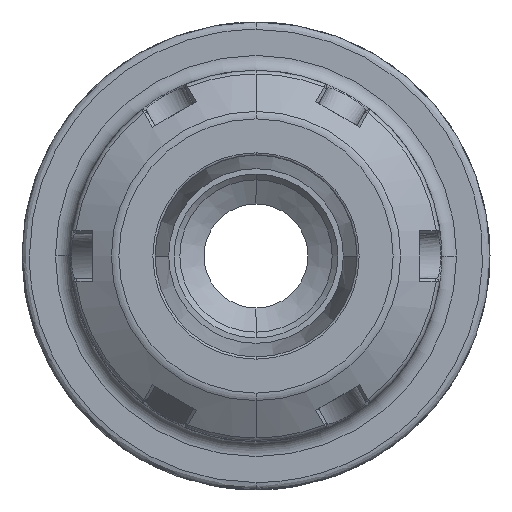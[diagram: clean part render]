
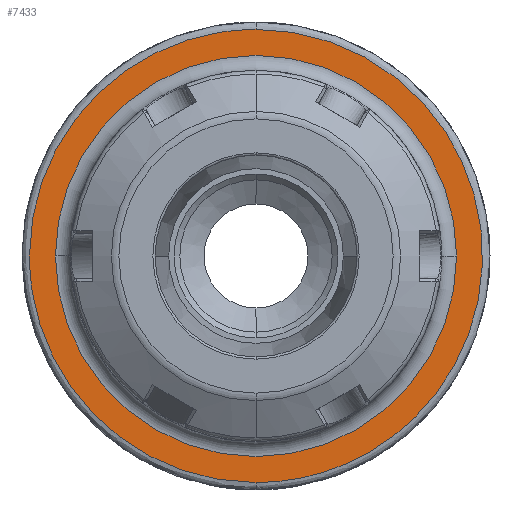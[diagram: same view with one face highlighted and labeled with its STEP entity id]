
A CAD part, front view. The second image highlights one B-rep face of the part: STEP entity #7433.
In plain terms, the highlighted planar face has unit normal (0, -1, 0).
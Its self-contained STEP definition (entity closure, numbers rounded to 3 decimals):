
#135 = EDGE_LOOP ( 'NONE', ( #855, #13654 ) ) ;
#170 = VERTEX_POINT ( 'NONE', #12850 ) ;
#782 = CARTESIAN_POINT ( 'NONE',  ( -30.5, -27., 17.866 ) ) ;
#855 = ORIENTED_EDGE ( 'NONE', *, *, #12576, .T. ) ;
#899 = DIRECTION ( 'NONE',  ( 1., 0., 0. ) ) ;
#1213 = DIRECTION ( 'NONE',  ( 0., -1., 0. ) ) ;
#1418 = ORIENTED_EDGE ( 'NONE', *, *, #1732, .F. ) ;
#1732 = EDGE_CURVE ( 'NONE', #11468, #4651, #5739, .T. ) ;
#1736 = CARTESIAN_POINT ( 'NONE',  ( -30.5, -27., 0. ) ) ;
#1862 = CARTESIAN_POINT ( 'NONE',  ( 0., -27., 0. ) ) ;
#1893 = CARTESIAN_POINT ( 'NONE',  ( -30.5, -27., 0. ) ) ;
#2961 = DIRECTION ( 'NONE',  ( 1., 0., 0. ) ) ;
#2993 = CARTESIAN_POINT ( 'NONE',  ( 0., -27., 30.5 ) ) ;
#3272 = CARTESIAN_POINT ( 'NONE',  ( 0., -27., -30.5 ) ) ;
#3755 = EDGE_LOOP ( 'NONE', ( #1418, #11865, #3879 ) ) ;
#3765 = EDGE_CURVE ( 'NONE', #4651, #6306, #6504, .T. ) ;
#3879 = ORIENTED_EDGE ( 'NONE', *, *, #3765, .F. ) ;
#4651 = VERTEX_POINT ( 'NONE', #8280 ) ;
#5060 = CARTESIAN_POINT ( 'NONE',  ( 0., -27., 30.5 ) ) ;
#5739 =( BOUNDED_CURVE ( )  B_SPLINE_CURVE ( 3, ( #1893, #782, #7434, #2993 ),
 .UNSPECIFIED., .F., .F. ) 
 B_SPLINE_CURVE_WITH_KNOTS ( ( 4, 4 ),
 ( 0., 0.333 ),
 .UNSPECIFIED. ) 
 CURVE ( )  GEOMETRIC_REPRESENTATION_ITEM ( )  RATIONAL_B_SPLINE_CURVE ( ( 1., 0.805, 0.805, 1. ) ) 
 REPRESENTATION_ITEM ( '' )  );
#5763 = CARTESIAN_POINT ( 'NONE',  ( -17.866, -27., -30.5 ) ) ;
#6095 =( BOUNDED_CURVE ( )  B_SPLINE_CURVE ( 3, ( #6147, #5763, #8378, #1736 ),
 .UNSPECIFIED., .F., .F. ) 
 B_SPLINE_CURVE_WITH_KNOTS ( ( 4, 4 ),
 ( 0., 1. ),
 .UNSPECIFIED. ) 
 CURVE ( )  GEOMETRIC_REPRESENTATION_ITEM ( )  RATIONAL_B_SPLINE_CURVE ( ( 1., 0.805, 0.805, 1. ) ) 
 REPRESENTATION_ITEM ( '' )  );
#6147 = CARTESIAN_POINT ( 'NONE',  ( 0., -27., -30.5 ) ) ;
#6306 = VERTEX_POINT ( 'NONE', #3272 ) ;
#6504 =( BOUNDED_CURVE ( )  B_SPLINE_CURVE ( 3, ( #5060, #11692, #13928, #7296 ),
 .UNSPECIFIED., .F., .F. ) 
 B_SPLINE_CURVE_WITH_KNOTS ( ( 4, 4 ),
 ( 0.333, 1. ),
 .UNSPECIFIED. ) 
 CURVE ( )  GEOMETRIC_REPRESENTATION_ITEM ( )  RATIONAL_B_SPLINE_CURVE ( ( 1., 0.333, 0.333, 1. ) ) 
 REPRESENTATION_ITEM ( '' )  );
#7074 = CARTESIAN_POINT ( 'NONE',  ( -31.5, -27., 0. ) ) ;
#7080 = AXIS2_PLACEMENT_3D ( 'NONE', #1862, #9609, #2961 ) ;
#7296 = CARTESIAN_POINT ( 'NONE',  ( 0., -27., -30.5 ) ) ;
#7433 = ADVANCED_FACE ( 'NONE', ( #9536, #12505 ), #10089, .T. ) ;
#7434 = CARTESIAN_POINT ( 'NONE',  ( -17.866, -27., 30.5 ) ) ;
#7548 = DIRECTION ( 'NONE',  ( 0., 1., 0. ) ) ;
#7895 = AXIS2_PLACEMENT_3D ( 'NONE', #7074, #1213, #12306 ) ;
#8280 = CARTESIAN_POINT ( 'NONE',  ( 0., -27., 30.5 ) ) ;
#8378 = CARTESIAN_POINT ( 'NONE',  ( -30.5, -27., -17.866 ) ) ;
#8986 = CARTESIAN_POINT ( 'NONE',  ( -30.5, -27., 0. ) ) ;
#9490 = CIRCLE ( 'NONE', #14084, 27. ) ;
#9536 = FACE_BOUND ( 'NONE', #135, .T. ) ;
#9609 = DIRECTION ( 'NONE',  ( 0., 1., 0. ) ) ;
#10089 = PLANE ( 'NONE',  #7895 ) ;
#10468 = EDGE_CURVE ( 'NONE', #6306, #11468, #6095, .T. ) ;
#11090 = EDGE_CURVE ( 'NONE', #11653, #170, #11946, .T. ) ;
#11468 = VERTEX_POINT ( 'NONE', #8986 ) ;
#11653 = VERTEX_POINT ( 'NONE', #12637 ) ;
#11692 = CARTESIAN_POINT ( 'NONE',  ( 61., -27., 30.5 ) ) ;
#11865 = ORIENTED_EDGE ( 'NONE', *, *, #10468, .F. ) ;
#11946 = CIRCLE ( 'NONE', #7080, 27. ) ;
#12306 = DIRECTION ( 'NONE',  ( 1., 0., 0. ) ) ;
#12505 = FACE_OUTER_BOUND ( 'NONE', #3755, .T. ) ;
#12576 = EDGE_CURVE ( 'NONE', #170, #11653, #9490, .T. ) ;
#12637 = CARTESIAN_POINT ( 'NONE',  ( -27., -27., 0. ) ) ;
#12850 = CARTESIAN_POINT ( 'NONE',  ( 27., -27., 0. ) ) ;
#13654 = ORIENTED_EDGE ( 'NONE', *, *, #11090, .T. ) ;
#13928 = CARTESIAN_POINT ( 'NONE',  ( 61., -27., -30.5 ) ) ;
#14084 = AXIS2_PLACEMENT_3D ( 'NONE', #14162, #7548, #899 ) ;
#14162 = CARTESIAN_POINT ( 'NONE',  ( 0., -27., 0. ) ) ;
